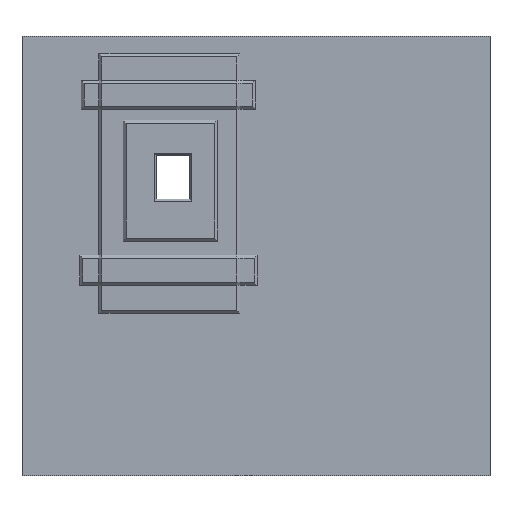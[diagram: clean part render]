
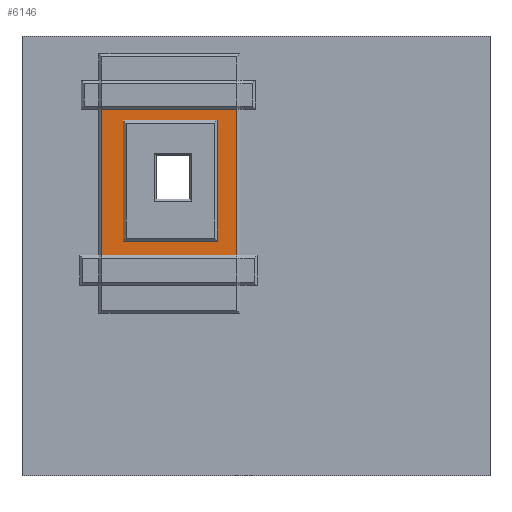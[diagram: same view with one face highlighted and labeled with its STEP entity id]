
A CAD part, top view. The second image highlights one B-rep face of the part: STEP entity #6146.
In plain terms, the highlighted planar face has unit normal (0, 0, 1).
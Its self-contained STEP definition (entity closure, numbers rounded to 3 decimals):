
#1118 = PLANE('',#1119);
#1119 = AXIS2_PLACEMENT_3D('',#1120,#1121,#1122);
#1120 = CARTESIAN_POINT('',(-6.,50.2,3.5));
#1121 = DIRECTION('',(-0.707,0.,-0.707));
#1122 = DIRECTION('',(0.,-1.,0.));
#1398 = PLANE('',#1399);
#1399 = AXIS2_PLACEMENT_3D('',#1400,#1401,#1402);
#1400 = CARTESIAN_POINT('',(-53.2,0.2,3.5));
#1401 = DIRECTION('',(0.707,0.,-0.707));
#1402 = DIRECTION('',(0.,1.,0.));
#3330 = VERTEX_POINT('',#3331);
#3331 = CARTESIAN_POINT('',(-52.7,0.2,4.));
#3354 = VERTEX_POINT('',#3355);
#3355 = CARTESIAN_POINT('',(-52.7,50.2,4.));
#3381 = EDGE_CURVE('',#3330,#3354,#3382,.T.);
#3382 = SURFACE_CURVE('',#3383,(#3387,#3394),.PCURVE_S1.);
#3383 = LINE('',#3384,#3385);
#3384 = CARTESIAN_POINT('',(-52.7,0.2,4.));
#3385 = VECTOR('',#3386,1.);
#3386 = DIRECTION('',(0.,1.,0.));
#3387 = PCURVE('',#1398,#3388);
#3388 = DEFINITIONAL_REPRESENTATION('',(#3389),#3393);
#3389 = LINE('',#3390,#3391);
#3390 = CARTESIAN_POINT('',(0.,0.707));
#3391 = VECTOR('',#3392,1.);
#3392 = DIRECTION('',(1.,0.));
#3393 = ( GEOMETRIC_REPRESENTATION_CONTEXT(2) 
PARAMETRIC_REPRESENTATION_CONTEXT() REPRESENTATION_CONTEXT('2D SPACE',''
  ) );
#3394 = PCURVE('',#3395,#3400);
#3395 = PLANE('',#3396);
#3396 = AXIS2_PLACEMENT_3D('',#3397,#3398,#3399);
#3397 = CARTESIAN_POINT('',(-29.6,24.75,4.));
#3398 = DIRECTION('',(-0.,-0.,-1.));
#3399 = DIRECTION('',(-1.,0.,0.));
#3400 = DEFINITIONAL_REPRESENTATION('',(#3401),#3405);
#3401 = LINE('',#3402,#3403);
#3402 = CARTESIAN_POINT('',(23.1,-24.55));
#3403 = VECTOR('',#3404,1.);
#3404 = DIRECTION('',(0.,1.));
#3405 = ( GEOMETRIC_REPRESENTATION_CONTEXT(2) 
PARAMETRIC_REPRESENTATION_CONTEXT() REPRESENTATION_CONTEXT('2D SPACE',''
  ) );
#4168 = VERTEX_POINT('',#4169);
#4169 = CARTESIAN_POINT('',(-6.5,50.2,4.));
#4192 = VERTEX_POINT('',#4193);
#4193 = CARTESIAN_POINT('',(-6.5,0.2,4.));
#4219 = EDGE_CURVE('',#4168,#4192,#4220,.T.);
#4220 = SURFACE_CURVE('',#4221,(#4225,#4232),.PCURVE_S1.);
#4221 = LINE('',#4222,#4223);
#4222 = CARTESIAN_POINT('',(-6.5,50.2,4.));
#4223 = VECTOR('',#4224,1.);
#4224 = DIRECTION('',(0.,-1.,0.));
#4225 = PCURVE('',#1118,#4226);
#4226 = DEFINITIONAL_REPRESENTATION('',(#4227),#4231);
#4227 = LINE('',#4228,#4229);
#4228 = CARTESIAN_POINT('',(0.,0.707));
#4229 = VECTOR('',#4230,1.);
#4230 = DIRECTION('',(1.,0.));
#4231 = ( GEOMETRIC_REPRESENTATION_CONTEXT(2) 
PARAMETRIC_REPRESENTATION_CONTEXT() REPRESENTATION_CONTEXT('2D SPACE',''
  ) );
#4232 = PCURVE('',#3395,#4233);
#4233 = DEFINITIONAL_REPRESENTATION('',(#4234),#4238);
#4234 = LINE('',#4235,#4236);
#4235 = CARTESIAN_POINT('',(-23.1,25.45));
#4236 = VECTOR('',#4237,1.);
#4237 = DIRECTION('',(0.,-1.));
#4238 = ( GEOMETRIC_REPRESENTATION_CONTEXT(2) 
PARAMETRIC_REPRESENTATION_CONTEXT() REPRESENTATION_CONTEXT('2D SPACE',''
  ) );
#6103 = PLANE('',#6104);
#6104 = AXIS2_PLACEMENT_3D('',#6105,#6106,#6107);
#6105 = CARTESIAN_POINT('',(-60.2,-0.3,4.5));
#6106 = DIRECTION('',(0.,-0.707,
    -0.707));
#6107 = DIRECTION('',(1.,0.,0.));
#6146 = ADVANCED_FACE('',(#6147,#6198),#3395,.F.);
#6147 = FACE_BOUND('',#6148,.F.);
#6148 = EDGE_LOOP('',(#6149,#6170,#6171,#6197));
#6149 = ORIENTED_EDGE('',*,*,#6150,.F.);
#6150 = EDGE_CURVE('',#3330,#4192,#6151,.T.);
#6151 = SURFACE_CURVE('',#6152,(#6156,#6163),.PCURVE_S1.);
#6152 = LINE('',#6153,#6154);
#6153 = CARTESIAN_POINT('',(-60.2,0.2,4.));
#6154 = VECTOR('',#6155,1.);
#6155 = DIRECTION('',(1.,0.,0.));
#6156 = PCURVE('',#3395,#6157);
#6157 = DEFINITIONAL_REPRESENTATION('',(#6158),#6162);
#6158 = LINE('',#6159,#6160);
#6159 = CARTESIAN_POINT('',(30.6,-24.55));
#6160 = VECTOR('',#6161,1.);
#6161 = DIRECTION('',(-1.,0.));
#6162 = ( GEOMETRIC_REPRESENTATION_CONTEXT(2) 
PARAMETRIC_REPRESENTATION_CONTEXT() REPRESENTATION_CONTEXT('2D SPACE',''
  ) );
#6163 = PCURVE('',#6103,#6164);
#6164 = DEFINITIONAL_REPRESENTATION('',(#6165),#6169);
#6165 = LINE('',#6166,#6167);
#6166 = CARTESIAN_POINT('',(0.,-0.707));
#6167 = VECTOR('',#6168,1.);
#6168 = DIRECTION('',(1.,0.));
#6169 = ( GEOMETRIC_REPRESENTATION_CONTEXT(2) 
PARAMETRIC_REPRESENTATION_CONTEXT() REPRESENTATION_CONTEXT('2D SPACE',''
  ) );
#6170 = ORIENTED_EDGE('',*,*,#3381,.T.);
#6171 = ORIENTED_EDGE('',*,*,#6172,.F.);
#6172 = EDGE_CURVE('',#4168,#3354,#6173,.T.);
#6173 = SURFACE_CURVE('',#6174,(#6178,#6185),.PCURVE_S1.);
#6174 = LINE('',#6175,#6176);
#6175 = CARTESIAN_POINT('',(-0.2,50.2,4.));
#6176 = VECTOR('',#6177,1.);
#6177 = DIRECTION('',(-1.,0.,0.));
#6178 = PCURVE('',#3395,#6179);
#6179 = DEFINITIONAL_REPRESENTATION('',(#6180),#6184);
#6180 = LINE('',#6181,#6182);
#6181 = CARTESIAN_POINT('',(-29.4,25.45));
#6182 = VECTOR('',#6183,1.);
#6183 = DIRECTION('',(1.,0.));
#6184 = ( GEOMETRIC_REPRESENTATION_CONTEXT(2) 
PARAMETRIC_REPRESENTATION_CONTEXT() REPRESENTATION_CONTEXT('2D SPACE',''
  ) );
#6185 = PCURVE('',#6186,#6191);
#6186 = PLANE('',#6187);
#6187 = AXIS2_PLACEMENT_3D('',#6188,#6189,#6190);
#6188 = CARTESIAN_POINT('',(-0.2,50.7,4.5));
#6189 = DIRECTION('',(0.,0.707,-0.707));
#6190 = DIRECTION('',(-1.,0.,0.));
#6191 = DEFINITIONAL_REPRESENTATION('',(#6192),#6196);
#6192 = LINE('',#6193,#6194);
#6193 = CARTESIAN_POINT('',(-0.,-0.707));
#6194 = VECTOR('',#6195,1.);
#6195 = DIRECTION('',(1.,0.));
#6196 = ( GEOMETRIC_REPRESENTATION_CONTEXT(2) 
PARAMETRIC_REPRESENTATION_CONTEXT() REPRESENTATION_CONTEXT('2D SPACE',''
  ) );
#6197 = ORIENTED_EDGE('',*,*,#4219,.T.);
#6198 = FACE_BOUND('',#6199,.F.);
#6199 = EDGE_LOOP('',(#6200,#6230,#6258,#6286));
#6200 = ORIENTED_EDGE('',*,*,#6201,.T.);
#6201 = EDGE_CURVE('',#6202,#6204,#6206,.T.);
#6202 = VERTEX_POINT('',#6203);
#6203 = CARTESIAN_POINT('',(-13.2,46.4,4.));
#6204 = VERTEX_POINT('',#6205);
#6205 = CARTESIAN_POINT('',(-45.4,46.4,4.));
#6206 = SURFACE_CURVE('',#6207,(#6211,#6218),.PCURVE_S1.);
#6207 = LINE('',#6208,#6209);
#6208 = CARTESIAN_POINT('',(-13.2,46.4,4.));
#6209 = VECTOR('',#6210,1.);
#6210 = DIRECTION('',(-1.,0.,0.));
#6211 = PCURVE('',#3395,#6212);
#6212 = DEFINITIONAL_REPRESENTATION('',(#6213),#6217);
#6213 = LINE('',#6214,#6215);
#6214 = CARTESIAN_POINT('',(-16.4,21.65));
#6215 = VECTOR('',#6216,1.);
#6216 = DIRECTION('',(1.,0.));
#6217 = ( GEOMETRIC_REPRESENTATION_CONTEXT(2) 
PARAMETRIC_REPRESENTATION_CONTEXT() REPRESENTATION_CONTEXT('2D SPACE',''
  ) );
#6218 = PCURVE('',#6219,#6224);
#6219 = PLANE('',#6220);
#6220 = AXIS2_PLACEMENT_3D('',#6221,#6222,#6223);
#6221 = CARTESIAN_POINT('',(-13.2,45.9,4.5));
#6222 = DIRECTION('',(0.,0.707,0.707)
  );
#6223 = DIRECTION('',(-1.,0.,0.));
#6224 = DEFINITIONAL_REPRESENTATION('',(#6225),#6229);
#6225 = LINE('',#6226,#6227);
#6226 = CARTESIAN_POINT('',(0.,-0.707));
#6227 = VECTOR('',#6228,1.);
#6228 = DIRECTION('',(1.,0.));
#6229 = ( GEOMETRIC_REPRESENTATION_CONTEXT(2) 
PARAMETRIC_REPRESENTATION_CONTEXT() REPRESENTATION_CONTEXT('2D SPACE',''
  ) );
#6230 = ORIENTED_EDGE('',*,*,#6231,.T.);
#6231 = EDGE_CURVE('',#6204,#6232,#6234,.T.);
#6232 = VERTEX_POINT('',#6233);
#6233 = CARTESIAN_POINT('',(-45.4,5.1,4.));
#6234 = SURFACE_CURVE('',#6235,(#6239,#6246),.PCURVE_S1.);
#6235 = LINE('',#6236,#6237);
#6236 = CARTESIAN_POINT('',(-45.4,46.4,4.));
#6237 = VECTOR('',#6238,1.);
#6238 = DIRECTION('',(0.,-1.,0.));
#6239 = PCURVE('',#3395,#6240);
#6240 = DEFINITIONAL_REPRESENTATION('',(#6241),#6245);
#6241 = LINE('',#6242,#6243);
#6242 = CARTESIAN_POINT('',(15.8,21.65));
#6243 = VECTOR('',#6244,1.);
#6244 = DIRECTION('',(0.,-1.));
#6245 = ( GEOMETRIC_REPRESENTATION_CONTEXT(2) 
PARAMETRIC_REPRESENTATION_CONTEXT() REPRESENTATION_CONTEXT('2D SPACE',''
  ) );
#6246 = PCURVE('',#6247,#6252);
#6247 = PLANE('',#6248);
#6248 = AXIS2_PLACEMENT_3D('',#6249,#6250,#6251);
#6249 = CARTESIAN_POINT('',(-44.9,46.4,4.5));
#6250 = DIRECTION('',(-0.707,0.,0.707)
  );
#6251 = DIRECTION('',(0.,-1.,0.));
#6252 = DEFINITIONAL_REPRESENTATION('',(#6253),#6257);
#6253 = LINE('',#6254,#6255);
#6254 = CARTESIAN_POINT('',(0.,-0.707));
#6255 = VECTOR('',#6256,1.);
#6256 = DIRECTION('',(1.,0.));
#6257 = ( GEOMETRIC_REPRESENTATION_CONTEXT(2) 
PARAMETRIC_REPRESENTATION_CONTEXT() REPRESENTATION_CONTEXT('2D SPACE',''
  ) );
#6258 = ORIENTED_EDGE('',*,*,#6259,.T.);
#6259 = EDGE_CURVE('',#6232,#6260,#6262,.T.);
#6260 = VERTEX_POINT('',#6261);
#6261 = CARTESIAN_POINT('',(-13.2,5.1,4.));
#6262 = SURFACE_CURVE('',#6263,(#6267,#6274),.PCURVE_S1.);
#6263 = LINE('',#6264,#6265);
#6264 = CARTESIAN_POINT('',(-45.4,5.1,4.));
#6265 = VECTOR('',#6266,1.);
#6266 = DIRECTION('',(1.,0.,0.));
#6267 = PCURVE('',#3395,#6268);
#6268 = DEFINITIONAL_REPRESENTATION('',(#6269),#6273);
#6269 = LINE('',#6270,#6271);
#6270 = CARTESIAN_POINT('',(15.8,-19.65));
#6271 = VECTOR('',#6272,1.);
#6272 = DIRECTION('',(-1.,0.));
#6273 = ( GEOMETRIC_REPRESENTATION_CONTEXT(2) 
PARAMETRIC_REPRESENTATION_CONTEXT() REPRESENTATION_CONTEXT('2D SPACE',''
  ) );
#6274 = PCURVE('',#6275,#6280);
#6275 = PLANE('',#6276);
#6276 = AXIS2_PLACEMENT_3D('',#6277,#6278,#6279);
#6277 = CARTESIAN_POINT('',(-45.4,5.6,4.5));
#6278 = DIRECTION('',(0.,-0.707,0.707
    ));
#6279 = DIRECTION('',(1.,0.,0.));
#6280 = DEFINITIONAL_REPRESENTATION('',(#6281),#6285);
#6281 = LINE('',#6282,#6283);
#6282 = CARTESIAN_POINT('',(0.,-0.707));
#6283 = VECTOR('',#6284,1.);
#6284 = DIRECTION('',(1.,0.));
#6285 = ( GEOMETRIC_REPRESENTATION_CONTEXT(2) 
PARAMETRIC_REPRESENTATION_CONTEXT() REPRESENTATION_CONTEXT('2D SPACE',''
  ) );
#6286 = ORIENTED_EDGE('',*,*,#6287,.T.);
#6287 = EDGE_CURVE('',#6260,#6202,#6288,.T.);
#6288 = SURFACE_CURVE('',#6289,(#6293,#6300),.PCURVE_S1.);
#6289 = LINE('',#6290,#6291);
#6290 = CARTESIAN_POINT('',(-13.2,5.1,4.));
#6291 = VECTOR('',#6292,1.);
#6292 = DIRECTION('',(0.,1.,0.));
#6293 = PCURVE('',#3395,#6294);
#6294 = DEFINITIONAL_REPRESENTATION('',(#6295),#6299);
#6295 = LINE('',#6296,#6297);
#6296 = CARTESIAN_POINT('',(-16.4,-19.65));
#6297 = VECTOR('',#6298,1.);
#6298 = DIRECTION('',(0.,1.));
#6299 = ( GEOMETRIC_REPRESENTATION_CONTEXT(2) 
PARAMETRIC_REPRESENTATION_CONTEXT() REPRESENTATION_CONTEXT('2D SPACE',''
  ) );
#6300 = PCURVE('',#6301,#6306);
#6301 = PLANE('',#6302);
#6302 = AXIS2_PLACEMENT_3D('',#6303,#6304,#6305);
#6303 = CARTESIAN_POINT('',(-13.7,5.1,4.5));
#6304 = DIRECTION('',(0.707,0.,0.707)
  );
#6305 = DIRECTION('',(0.,1.,0.));
#6306 = DEFINITIONAL_REPRESENTATION('',(#6307),#6311);
#6307 = LINE('',#6308,#6309);
#6308 = CARTESIAN_POINT('',(0.,-0.707));
#6309 = VECTOR('',#6310,1.);
#6310 = DIRECTION('',(1.,0.));
#6311 = ( GEOMETRIC_REPRESENTATION_CONTEXT(2) 
PARAMETRIC_REPRESENTATION_CONTEXT() REPRESENTATION_CONTEXT('2D SPACE',''
  ) );
